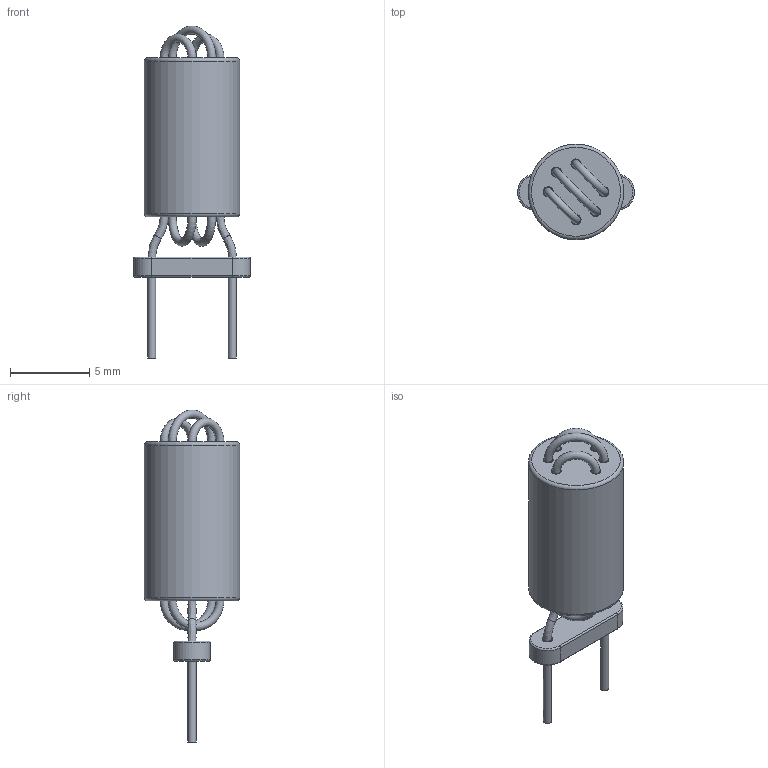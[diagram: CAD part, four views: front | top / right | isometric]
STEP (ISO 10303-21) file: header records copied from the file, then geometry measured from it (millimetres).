
FILE_DESCRIPTION(('FreeCAD Model'),'2;1');
FILE_NAME('LairdTech_28C0236-0JW-10.step' ,'2018-10-28T19:26:50',('kicad StepUp'),('ksu MCAD'), 'Open CASCADE STEP processor 7.3','FreeCAD','Unknown');
FILE_SCHEMA(('AUTOMOTIVE_DESIGN { 1 0 10303 214 1 1 1 1 }'));
Length unit declared in the file: millimetre
Products named in the file (1): LairdTech_28C0236-0JW-10
Bounding box: 7.37 x 6 x 20.89 mm (x, y, z)
Surface area: 575.9 mm2 (no closed solid volume)
Topology: 0 solids, 3 shells, 46 faces, 112 edges, 72 vertices
Faces by surface type: cylinder 23, torus 11, plane 8, bspline 4
Full cylindrical faces by diameter (mm): 0.508 x8, 0.635 x8, 6 x1
Entity records: 1859 total; most frequent: CARTESIAN_POINT 402, DIRECTION 250, ORIENTED_EDGE 224, AXIS2_PLACEMENT_3D 119, EDGE_CURVE 112, CIRCLE 76, VERTEX_POINT 72, FACE_BOUND 62
